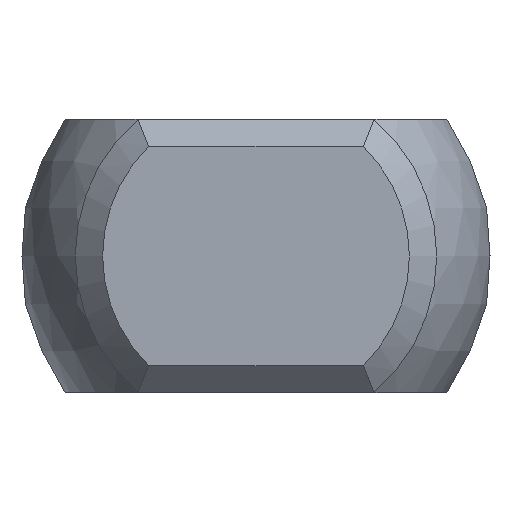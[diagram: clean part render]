
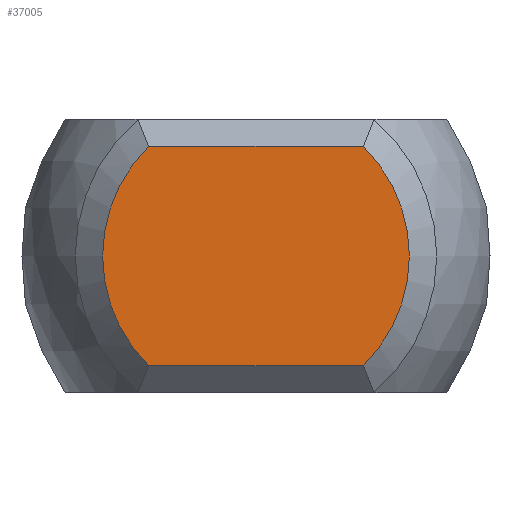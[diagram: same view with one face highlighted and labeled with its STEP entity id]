
A CAD part, left-side view. The second image highlights one B-rep face of the part: STEP entity #37005.
In plain terms, the highlighted planar face has unit normal (-1, 0, 0).
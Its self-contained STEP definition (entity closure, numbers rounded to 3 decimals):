
#34667 = PLANE('',#34668);
#34668 = AXIS2_PLACEMENT_3D('',#34669,#34670,#34671);
#34669 = CARTESIAN_POINT('',(-43.5,3.125,2.25));
#34670 = DIRECTION('',(0.707,0.,-0.707));
#34671 = DIRECTION('',(-0.707,0.,-0.707));
#36382 = EDGE_CURVE('',#36383,#36385,#36387,.T.);
#36383 = VERTEX_POINT('',#36384);
#36384 = CARTESIAN_POINT('',(-43.75,-1.96,-2.));
#36385 = VERTEX_POINT('',#36386);
#36386 = CARTESIAN_POINT('',(-43.75,-1.96,2.));
#36387 = SURFACE_CURVE('',#36388,(#36393,#36405),.PCURVE_S1.);
#36388 = CIRCLE('',#36389,2.8);
#36389 = AXIS2_PLACEMENT_3D('',#36390,#36391,#36392);
#36390 = CARTESIAN_POINT('',(-43.75,0.,0.));
#36391 = DIRECTION('',(-1.,0.,0.));
#36392 = DIRECTION('',(0.,-1.,0.));
#36393 = PCURVE('',#36394,#36399);
#36394 = CONICAL_SURFACE('',#36395,3.05,0.785);
#36395 = AXIS2_PLACEMENT_3D('',#36396,#36397,#36398);
#36396 = CARTESIAN_POINT('',(-43.5,0.,0.));
#36397 = DIRECTION('',(1.,0.,0.));
#36398 = DIRECTION('',(0.,-1.,0.));
#36399 = DEFINITIONAL_REPRESENTATION('',(#36400),#36404);
#36400 = LINE('',#36401,#36402);
#36401 = CARTESIAN_POINT('',(6.283,-0.25));
#36402 = VECTOR('',#36403,1.);
#36403 = DIRECTION('',(-1.,0.));
#36404 = ( GEOMETRIC_REPRESENTATION_CONTEXT(2) 
PARAMETRIC_REPRESENTATION_CONTEXT() REPRESENTATION_CONTEXT('2D SPACE',''
  ) );
#36405 = PCURVE('',#36406,#36411);
#36406 = PLANE('',#36407);
#36407 = AXIS2_PLACEMENT_3D('',#36408,#36409,#36410);
#36408 = CARTESIAN_POINT('',(-43.75,0.,0.));
#36409 = DIRECTION('',(1.,0.,0.));
#36410 = DIRECTION('',(0.,0.,-1.));
#36411 = DEFINITIONAL_REPRESENTATION('',(#36412),#36420);
#36412 = ( BOUNDED_CURVE() B_SPLINE_CURVE(2,(#36413,#36414,#36415,#36416
    ,#36417,#36418,#36419),.UNSPECIFIED.,.T.,.F.) 
B_SPLINE_CURVE_WITH_KNOTS((1,2,2,2,2,1),(-2.094,0.,
    2.094,4.189,6.283,8.378),
.UNSPECIFIED.) CURVE() GEOMETRIC_REPRESENTATION_ITEM() 
RATIONAL_B_SPLINE_CURVE((1.,0.5,1.,0.5,1.,0.5,1.)) REPRESENTATION_ITEM(
  '') );
#36413 = CARTESIAN_POINT('',(0.,-2.8));
#36414 = CARTESIAN_POINT('',(-4.85,-2.8));
#36415 = CARTESIAN_POINT('',(-2.425,1.4));
#36416 = CARTESIAN_POINT('',(0.,5.6));
#36417 = CARTESIAN_POINT('',(2.425,1.4));
#36418 = CARTESIAN_POINT('',(4.85,-2.8));
#36419 = CARTESIAN_POINT('',(0.,-2.8));
#36420 = ( GEOMETRIC_REPRESENTATION_CONTEXT(2) 
PARAMETRIC_REPRESENTATION_CONTEXT() REPRESENTATION_CONTEXT('2D SPACE',''
  ) );
#36438 = PLANE('',#36439);
#36439 = AXIS2_PLACEMENT_3D('',#36440,#36441,#36442);
#36440 = CARTESIAN_POINT('',(-43.5,-3.125,-2.25));
#36441 = DIRECTION('',(0.707,0.,0.707)
  );
#36442 = DIRECTION('',(0.707,0.,-0.707));
#36498 = EDGE_CURVE('',#36385,#36499,#36501,.T.);
#36499 = VERTEX_POINT('',#36500);
#36500 = CARTESIAN_POINT('',(-43.75,1.96,2.));
#36501 = SURFACE_CURVE('',#36502,(#36506,#36513),.PCURVE_S1.);
#36502 = LINE('',#36503,#36504);
#36503 = CARTESIAN_POINT('',(-43.75,3.125,2.));
#36504 = VECTOR('',#36505,1.);
#36505 = DIRECTION('',(0.,1.,0.));
#36506 = PCURVE('',#34667,#36507);
#36507 = DEFINITIONAL_REPRESENTATION('',(#36508),#36512);
#36508 = LINE('',#36509,#36510);
#36509 = CARTESIAN_POINT('',(0.354,0.));
#36510 = VECTOR('',#36511,1.);
#36511 = DIRECTION('',(0.,1.));
#36512 = ( GEOMETRIC_REPRESENTATION_CONTEXT(2) 
PARAMETRIC_REPRESENTATION_CONTEXT() REPRESENTATION_CONTEXT('2D SPACE',''
  ) );
#36513 = PCURVE('',#36406,#36514);
#36514 = DEFINITIONAL_REPRESENTATION('',(#36515),#36519);
#36515 = LINE('',#36516,#36517);
#36516 = CARTESIAN_POINT('',(-2.,3.125));
#36517 = VECTOR('',#36518,1.);
#36518 = DIRECTION('',(0.,1.));
#36519 = ( GEOMETRIC_REPRESENTATION_CONTEXT(2) 
PARAMETRIC_REPRESENTATION_CONTEXT() REPRESENTATION_CONTEXT('2D SPACE',''
  ) );
#36539 = CONICAL_SURFACE('',#36540,3.05,0.785);
#36540 = AXIS2_PLACEMENT_3D('',#36541,#36542,#36543);
#36541 = CARTESIAN_POINT('',(-43.5,0.,0.));
#36542 = DIRECTION('',(1.,0.,0.));
#36543 = DIRECTION('',(-0.,1.,0.));
#36553 = EDGE_CURVE('',#36499,#36554,#36556,.T.);
#36554 = VERTEX_POINT('',#36555);
#36555 = CARTESIAN_POINT('',(-43.75,1.96,-2.));
#36556 = SURFACE_CURVE('',#36557,(#36562,#36569),.PCURVE_S1.);
#36557 = CIRCLE('',#36558,2.8);
#36558 = AXIS2_PLACEMENT_3D('',#36559,#36560,#36561);
#36559 = CARTESIAN_POINT('',(-43.75,0.,0.));
#36560 = DIRECTION('',(-1.,0.,0.));
#36561 = DIRECTION('',(0.,1.,0.));
#36562 = PCURVE('',#36539,#36563);
#36563 = DEFINITIONAL_REPRESENTATION('',(#36564),#36568);
#36564 = LINE('',#36565,#36566);
#36565 = CARTESIAN_POINT('',(6.283,-0.25));
#36566 = VECTOR('',#36567,1.);
#36567 = DIRECTION('',(-1.,0.));
#36568 = ( GEOMETRIC_REPRESENTATION_CONTEXT(2) 
PARAMETRIC_REPRESENTATION_CONTEXT() REPRESENTATION_CONTEXT('2D SPACE',''
  ) );
#36569 = PCURVE('',#36406,#36570);
#36570 = DEFINITIONAL_REPRESENTATION('',(#36571),#36579);
#36571 = ( BOUNDED_CURVE() B_SPLINE_CURVE(2,(#36572,#36573,#36574,#36575
    ,#36576,#36577,#36578),.UNSPECIFIED.,.T.,.F.) 
B_SPLINE_CURVE_WITH_KNOTS((1,2,2,2,2,1),(-2.094,0.,
    2.094,4.189,6.283,8.378),
.UNSPECIFIED.) CURVE() GEOMETRIC_REPRESENTATION_ITEM() 
RATIONAL_B_SPLINE_CURVE((1.,0.5,1.,0.5,1.,0.5,1.)) REPRESENTATION_ITEM(
  '') );
#36572 = CARTESIAN_POINT('',(0.,2.8));
#36573 = CARTESIAN_POINT('',(4.85,2.8));
#36574 = CARTESIAN_POINT('',(2.425,-1.4));
#36575 = CARTESIAN_POINT('',(0.,-5.6));
#36576 = CARTESIAN_POINT('',(-2.425,-1.4));
#36577 = CARTESIAN_POINT('',(-4.85,2.8));
#36578 = CARTESIAN_POINT('',(0.,2.8));
#36579 = ( GEOMETRIC_REPRESENTATION_CONTEXT(2) 
PARAMETRIC_REPRESENTATION_CONTEXT() REPRESENTATION_CONTEXT('2D SPACE',''
  ) );
#36653 = EDGE_CURVE('',#36554,#36383,#36654,.T.);
#36654 = SURFACE_CURVE('',#36655,(#36659,#36666),.PCURVE_S1.);
#36655 = LINE('',#36656,#36657);
#36656 = CARTESIAN_POINT('',(-43.75,-3.125,-2.));
#36657 = VECTOR('',#36658,1.);
#36658 = DIRECTION('',(0.,-1.,0.));
#36659 = PCURVE('',#36438,#36660);
#36660 = DEFINITIONAL_REPRESENTATION('',(#36661),#36665);
#36661 = LINE('',#36662,#36663);
#36662 = CARTESIAN_POINT('',(-0.354,0.));
#36663 = VECTOR('',#36664,1.);
#36664 = DIRECTION('',(0.,-1.));
#36665 = ( GEOMETRIC_REPRESENTATION_CONTEXT(2) 
PARAMETRIC_REPRESENTATION_CONTEXT() REPRESENTATION_CONTEXT('2D SPACE',''
  ) );
#36666 = PCURVE('',#36406,#36667);
#36667 = DEFINITIONAL_REPRESENTATION('',(#36668),#36672);
#36668 = LINE('',#36669,#36670);
#36669 = CARTESIAN_POINT('',(2.,-3.125));
#36670 = VECTOR('',#36671,1.);
#36671 = DIRECTION('',(0.,-1.));
#36672 = ( GEOMETRIC_REPRESENTATION_CONTEXT(2) 
PARAMETRIC_REPRESENTATION_CONTEXT() REPRESENTATION_CONTEXT('2D SPACE',''
  ) );
#37005 = ADVANCED_FACE('',(#37006),#36406,.F.);
#37006 = FACE_BOUND('',#37007,.T.);
#37007 = EDGE_LOOP('',(#37008,#37009,#37010,#37011));
#37008 = ORIENTED_EDGE('',*,*,#36382,.T.);
#37009 = ORIENTED_EDGE('',*,*,#36498,.T.);
#37010 = ORIENTED_EDGE('',*,*,#36553,.T.);
#37011 = ORIENTED_EDGE('',*,*,#36653,.T.);
